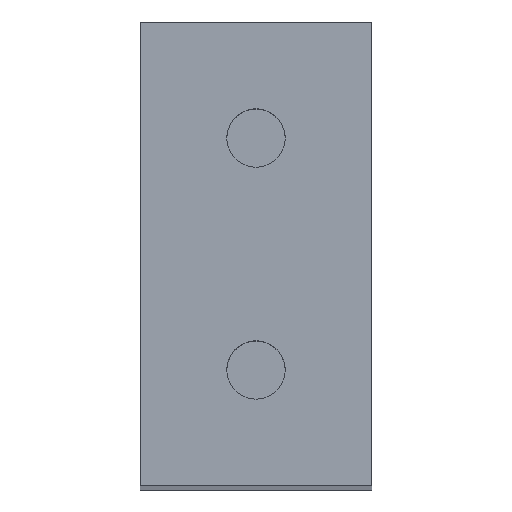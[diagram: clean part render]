
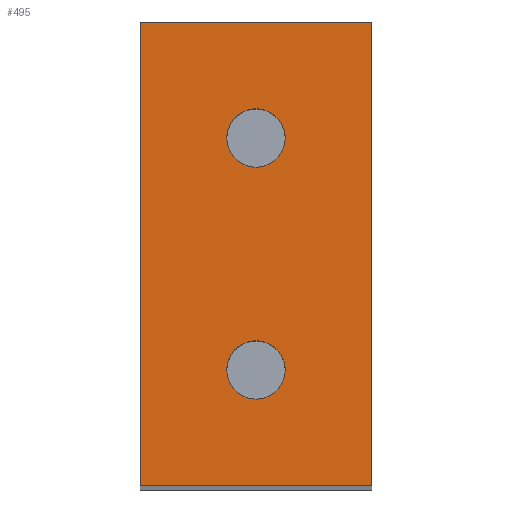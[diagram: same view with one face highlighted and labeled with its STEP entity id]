
A CAD part, top view. The second image highlights one B-rep face of the part: STEP entity #495.
In plain terms, the highlighted planar face has unit normal (0, 0, 1).
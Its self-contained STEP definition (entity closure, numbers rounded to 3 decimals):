
#24=FACE_BOUND('',#117,.T.);
#25=FACE_BOUND('',#118,.T.);
#53=PLANE('',#561);
#84=FACE_OUTER_BOUND('',#116,.T.);
#116=EDGE_LOOP('',(#450,#451,#452,#453));
#117=EDGE_LOOP('',(#454));
#118=EDGE_LOOP('',(#455));
#138=CIRCLE('',#551,2.518);
#140=CIRCLE('',#555,2.518);
#167=LINE('',#794,#211);
#180=LINE('',#844,#224);
#182=LINE('',#849,#226);
#185=LINE('',#853,#229);
#211=VECTOR('',#640,10.);
#224=VECTOR('',#701,10.);
#226=VECTOR('',#705,10.);
#229=VECTOR('',#710,10.);
#253=VERTEX_POINT('',#791);
#254=VERTEX_POINT('',#793);
#262=VERTEX_POINT('',#826);
#264=VERTEX_POINT('',#833);
#267=VERTEX_POINT('',#842);
#269=VERTEX_POINT('',#848);
#305=EDGE_CURVE('',#254,#253,#167,.T.);
#320=EDGE_CURVE('',#262,#262,#138,.T.);
#323=EDGE_CURVE('',#264,#264,#140,.T.);
#328=EDGE_CURVE('',#253,#267,#180,.T.);
#330=EDGE_CURVE('',#269,#254,#182,.T.);
#333=EDGE_CURVE('',#267,#269,#185,.T.);
#450=ORIENTED_EDGE('',*,*,#333,.T.);
#451=ORIENTED_EDGE('',*,*,#330,.T.);
#452=ORIENTED_EDGE('',*,*,#305,.T.);
#453=ORIENTED_EDGE('',*,*,#328,.T.);
#454=ORIENTED_EDGE('',*,*,#320,.T.);
#455=ORIENTED_EDGE('',*,*,#323,.T.);
#495=ADVANCED_FACE('',(#84,#24,#25),#53,.T.);
#551=AXIS2_PLACEMENT_3D('',#827,#681,#682);
#555=AXIS2_PLACEMENT_3D('',#834,#690,#691);
#561=AXIS2_PLACEMENT_3D('',#854,#711,#712);
#640=DIRECTION('',(0.,-1.,0.));
#681=DIRECTION('center_axis',(0.,0.,-1.));
#682=DIRECTION('ref_axis',(-1.,0.,0.));
#690=DIRECTION('center_axis',(0.,0.,-1.));
#691=DIRECTION('ref_axis',(-1.,0.,0.));
#701=DIRECTION('',(1.,0.,0.));
#705=DIRECTION('',(-1.,0.,0.));
#710=DIRECTION('',(0.,1.,0.));
#711=DIRECTION('center_axis',(0.,0.,1.));
#712=DIRECTION('ref_axis',(1.,0.,0.));
#791=CARTESIAN_POINT('',(-10.,-20.,200.));
#793=CARTESIAN_POINT('',(-10.,20.,200.));
#794=CARTESIAN_POINT('',(-10.,20.,200.));
#826=CARTESIAN_POINT('',(2.518,10.,200.));
#827=CARTESIAN_POINT('Origin',(0.,10.,200.));
#833=CARTESIAN_POINT('',(2.518,-10.,200.));
#834=CARTESIAN_POINT('Origin',(0.,-10.,200.));
#842=CARTESIAN_POINT('',(10.,-20.,200.));
#844=CARTESIAN_POINT('',(-10.,-20.,200.));
#848=CARTESIAN_POINT('',(10.,20.,200.));
#849=CARTESIAN_POINT('',(10.,20.,200.));
#853=CARTESIAN_POINT('',(10.,-20.,200.));
#854=CARTESIAN_POINT('Origin',(0.,0.,200.));
